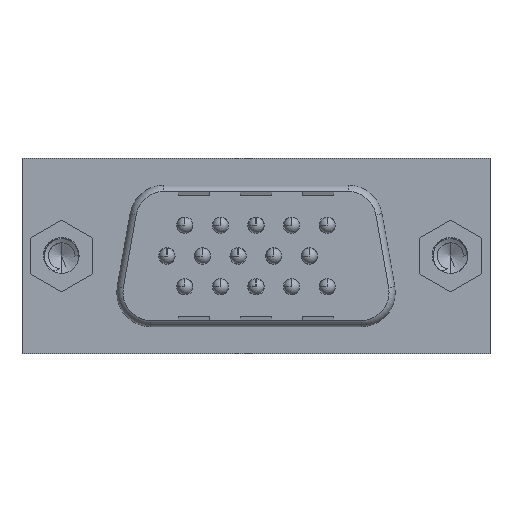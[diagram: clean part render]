
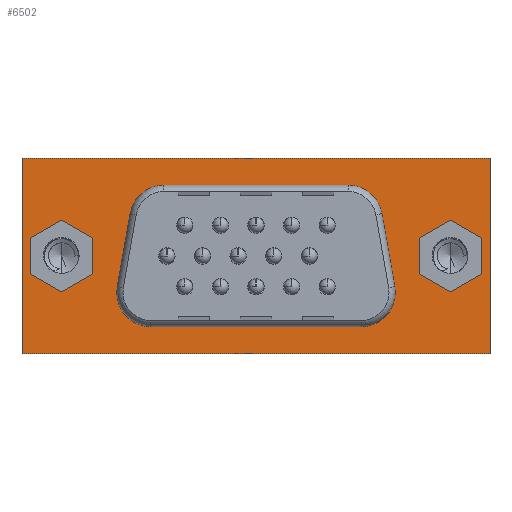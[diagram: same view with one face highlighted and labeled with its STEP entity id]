
A CAD part, front view. The second image highlights one B-rep face of the part: STEP entity #6502.
In plain terms, the highlighted planar face has unit normal (0, -1, 0).
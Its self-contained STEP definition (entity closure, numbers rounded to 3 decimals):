
#3802=CARTESIAN_POINT('',(2.34,0.8,-9.425));
#3803=VERTEX_POINT('',#3802);
#3810=CARTESIAN_POINT('',(15.86,0.8,-9.425));
#3811=VERTEX_POINT('',#3810);
#3812=CARTESIAN_POINT('',(2.34,0.8,-9.425));
#3813=DIRECTION('',(1.,0.,0.));
#3814=VECTOR('',#3813,13.52);
#3815=LINE('',#3812,#3814);
#3816=EDGE_CURVE('',#3803,#3811,#3815,.T.);
#4062=CARTESIAN_POINT('',(18.027,0.8,-6.843));
#4063=VERTEX_POINT('',#4062);
#4064=CARTESIAN_POINT('',(15.86,0.8,-7.225));
#4065=DIRECTION('',(0.,0.,-1.));
#4066=DIRECTION('',(0.,-1.,0.));
#4067=AXIS2_PLACEMENT_3D('',#4064,#4066,#4065);
#4068=CIRCLE('',#4067,2.2);
#4069=EDGE_CURVE('',#3811,#4063,#4068,.T.);
#4087=CARTESIAN_POINT('',(17.198,0.8,-2.143));
#4088=VERTEX_POINT('',#4087);
#4089=CARTESIAN_POINT('',(18.027,0.8,-6.843));
#4090=DIRECTION('',(-0.174,0.,0.985));
#4091=VECTOR('',#4090,4.773);
#4092=LINE('',#4089,#4091);
#4093=EDGE_CURVE('',#4063,#4088,#4092,.T.);
#4111=CARTESIAN_POINT('',(15.031,0.8,-0.325));
#4112=VERTEX_POINT('',#4111);
#4113=CARTESIAN_POINT('',(15.031,0.8,-2.525));
#4114=DIRECTION('',(0.985,0.,0.174));
#4115=DIRECTION('',(0.,-1.,0.));
#4116=AXIS2_PLACEMENT_3D('',#4113,#4115,#4114);
#4117=CIRCLE('',#4116,2.2);
#4118=EDGE_CURVE('',#4088,#4112,#4117,.T.);
#4136=CARTESIAN_POINT('',(3.169,0.8,-0.325));
#4137=VERTEX_POINT('',#4136);
#4138=CARTESIAN_POINT('',(15.031,0.8,-0.325));
#4139=DIRECTION('',(-1.,0.,0.));
#4140=VECTOR('',#4139,11.863);
#4141=LINE('',#4138,#4140);
#4142=EDGE_CURVE('',#4112,#4137,#4141,.T.);
#4388=CARTESIAN_POINT('',(1.002,0.8,-2.143));
#4389=VERTEX_POINT('',#4388);
#4390=CARTESIAN_POINT('',(3.169,0.8,-2.525));
#4391=DIRECTION('',(0.,0.,1.));
#4392=DIRECTION('',(0.,-1.,0.));
#4393=AXIS2_PLACEMENT_3D('',#4390,#4392,#4391);
#4394=CIRCLE('',#4393,2.2);
#4395=EDGE_CURVE('',#4137,#4389,#4394,.T.);
#4413=CARTESIAN_POINT('',(0.174,0.8,-6.843));
#4414=VERTEX_POINT('',#4413);
#4415=CARTESIAN_POINT('',(1.002,0.8,-2.143));
#4416=DIRECTION('',(-0.174,0.,-0.985));
#4417=VECTOR('',#4416,4.773);
#4418=LINE('',#4415,#4417);
#4419=EDGE_CURVE('',#4389,#4414,#4418,.T.);
#4437=CARTESIAN_POINT('',(2.34,0.8,-7.225));
#4438=DIRECTION('',(-0.985,0.,0.174));
#4439=DIRECTION('',(0.,-1.,0.));
#4440=AXIS2_PLACEMENT_3D('',#4437,#4439,#4438);
#4441=CIRCLE('',#4440,2.2);
#4442=EDGE_CURVE('',#4414,#3803,#4441,.T.);
#6353=CARTESIAN_POINT('',(9.1,0.8,-4.875));
#6354=DIRECTION('',(1.,0.,0.));
#6355=DIRECTION('',(0.,-1.,0.));
#6356=AXIS2_PLACEMENT_3D('',#6353,#6355,#6354);
#6357=PLANE('',#6356);
#6358=CARTESIAN_POINT('',(-5.95,0.8,-11.15));
#6359=VERTEX_POINT('',#6358);
#6360=CARTESIAN_POINT('',(24.15,0.8,-11.15));
#6361=VERTEX_POINT('',#6360);
#6362=CARTESIAN_POINT('',(-5.95,0.8,-11.15));
#6363=DIRECTION('',(1.,0.,0.));
#6364=VECTOR('',#6363,30.1);
#6365=LINE('',#6362,#6364);
#6366=EDGE_CURVE('',#6359,#6361,#6365,.T.);
#6367=ORIENTED_EDGE('',*,*,#6366,.T.);
#6368=CARTESIAN_POINT('',(24.15,0.8,1.4));
#6369=VERTEX_POINT('',#6368);
#6370=CARTESIAN_POINT('',(24.15,0.8,-11.15));
#6371=DIRECTION('',(0.,0.,1.));
#6372=VECTOR('',#6371,12.55);
#6373=LINE('',#6370,#6372);
#6374=EDGE_CURVE('',#6361,#6369,#6373,.T.);
#6375=ORIENTED_EDGE('',*,*,#6374,.T.);
#6376=CARTESIAN_POINT('',(-5.95,0.8,1.4));
#6377=VERTEX_POINT('',#6376);
#6378=CARTESIAN_POINT('',(24.15,0.8,1.4));
#6379=DIRECTION('',(-1.,0.,0.));
#6380=VECTOR('',#6379,30.1);
#6381=LINE('',#6378,#6380);
#6382=EDGE_CURVE('',#6369,#6377,#6381,.T.);
#6383=ORIENTED_EDGE('',*,*,#6382,.T.);
#6384=CARTESIAN_POINT('',(-5.95,0.8,1.4));
#6385=DIRECTION('',(0.,0.,-1.));
#6386=VECTOR('',#6385,12.55);
#6387=LINE('',#6384,#6386);
#6388=EDGE_CURVE('',#6377,#6359,#6387,.T.);
#6389=ORIENTED_EDGE('',*,*,#6388,.T.);
#6390=EDGE_LOOP('',(#6367,#6375,#6383,#6389));
#6391=FACE_OUTER_BOUND('',#6390,.T.);
#6392=CARTESIAN_POINT('',(-3.4,0.8,-2.566));
#6393=VERTEX_POINT('',#6392);
#6394=CARTESIAN_POINT('',(-1.4,0.8,-3.72));
#6395=VERTEX_POINT('',#6394);
#6396=CARTESIAN_POINT('',(-3.4,0.8,-2.566));
#6397=DIRECTION('',(0.866,0.,-0.5));
#6398=VECTOR('',#6397,2.309);
#6399=LINE('',#6396,#6398);
#6400=EDGE_CURVE('',#6393,#6395,#6399,.T.);
#6401=ORIENTED_EDGE('',*,*,#6400,.T.);
#6402=CARTESIAN_POINT('',(-1.4,0.8,-6.03));
#6403=VERTEX_POINT('',#6402);
#6404=CARTESIAN_POINT('',(-1.4,0.8,-3.72));
#6405=DIRECTION('',(0.,0.,-1.));
#6406=VECTOR('',#6405,2.309);
#6407=LINE('',#6404,#6406);
#6408=EDGE_CURVE('',#6395,#6403,#6407,.T.);
#6409=ORIENTED_EDGE('',*,*,#6408,.T.);
#6410=CARTESIAN_POINT('',(-3.4,0.8,-7.184));
#6411=VERTEX_POINT('',#6410);
#6412=CARTESIAN_POINT('',(-1.4,0.8,-6.03));
#6413=DIRECTION('',(-0.866,0.,-0.5));
#6414=VECTOR('',#6413,2.309);
#6415=LINE('',#6412,#6414);
#6416=EDGE_CURVE('',#6403,#6411,#6415,.T.);
#6417=ORIENTED_EDGE('',*,*,#6416,.T.);
#6418=CARTESIAN_POINT('',(-5.4,0.8,-6.03));
#6419=VERTEX_POINT('',#6418);
#6420=CARTESIAN_POINT('',(-3.4,0.8,-7.184));
#6421=DIRECTION('',(-0.866,0.,0.5));
#6422=VECTOR('',#6421,2.309);
#6423=LINE('',#6420,#6422);
#6424=EDGE_CURVE('',#6411,#6419,#6423,.T.);
#6425=ORIENTED_EDGE('',*,*,#6424,.T.);
#6426=CARTESIAN_POINT('',(-5.4,0.8,-3.72));
#6427=VERTEX_POINT('',#6426);
#6428=CARTESIAN_POINT('',(-5.4,0.8,-6.03));
#6429=DIRECTION('',(0.,0.,1.));
#6430=VECTOR('',#6429,2.309);
#6431=LINE('',#6428,#6430);
#6432=EDGE_CURVE('',#6419,#6427,#6431,.T.);
#6433=ORIENTED_EDGE('',*,*,#6432,.T.);
#6434=CARTESIAN_POINT('',(-5.4,0.8,-3.72));
#6435=DIRECTION('',(0.866,0.,0.5));
#6436=VECTOR('',#6435,2.309);
#6437=LINE('',#6434,#6436);
#6438=EDGE_CURVE('',#6427,#6393,#6437,.T.);
#6439=ORIENTED_EDGE('',*,*,#6438,.T.);
#6440=EDGE_LOOP('',(#6401,#6409,#6417,#6425,#6433,#6439));
#6441=FACE_BOUND('',#6440,.T.);
#6442=ORIENTED_EDGE('',*,*,#4118,.F.);
#6443=ORIENTED_EDGE('',*,*,#4093,.F.);
#6444=ORIENTED_EDGE('',*,*,#4069,.F.);
#6445=ORIENTED_EDGE('',*,*,#3816,.F.);
#6446=ORIENTED_EDGE('',*,*,#4442,.F.);
#6447=ORIENTED_EDGE('',*,*,#4419,.F.);
#6448=ORIENTED_EDGE('',*,*,#4395,.F.);
#6449=ORIENTED_EDGE('',*,*,#4142,.F.);
#6450=EDGE_LOOP('',(#6442,#6443,#6444,#6445,#6446,#6447,#6448,#6449));
#6451=FACE_BOUND('',#6450,.T.);
#6452=CARTESIAN_POINT('',(23.6,0.8,-6.03));
#6453=VERTEX_POINT('',#6452);
#6454=CARTESIAN_POINT('',(21.6,0.8,-7.184));
#6455=VERTEX_POINT('',#6454);
#6456=CARTESIAN_POINT('',(23.6,0.8,-6.03));
#6457=DIRECTION('',(-0.866,0.,-0.5));
#6458=VECTOR('',#6457,2.309);
#6459=LINE('',#6456,#6458);
#6460=EDGE_CURVE('',#6453,#6455,#6459,.T.);
#6461=ORIENTED_EDGE('',*,*,#6460,.T.);
#6462=CARTESIAN_POINT('',(19.6,0.8,-6.03));
#6463=VERTEX_POINT('',#6462);
#6464=CARTESIAN_POINT('',(21.6,0.8,-7.184));
#6465=DIRECTION('',(-0.866,0.,0.5));
#6466=VECTOR('',#6465,2.309);
#6467=LINE('',#6464,#6466);
#6468=EDGE_CURVE('',#6455,#6463,#6467,.T.);
#6469=ORIENTED_EDGE('',*,*,#6468,.T.);
#6470=CARTESIAN_POINT('',(19.6,0.8,-3.72));
#6471=VERTEX_POINT('',#6470);
#6472=CARTESIAN_POINT('',(19.6,0.8,-6.03));
#6473=DIRECTION('',(0.,0.,1.));
#6474=VECTOR('',#6473,2.309);
#6475=LINE('',#6472,#6474);
#6476=EDGE_CURVE('',#6463,#6471,#6475,.T.);
#6477=ORIENTED_EDGE('',*,*,#6476,.T.);
#6478=CARTESIAN_POINT('',(21.6,0.8,-2.566));
#6479=VERTEX_POINT('',#6478);
#6480=CARTESIAN_POINT('',(19.6,0.8,-3.72));
#6481=DIRECTION('',(0.866,0.,0.5));
#6482=VECTOR('',#6481,2.309);
#6483=LINE('',#6480,#6482);
#6484=EDGE_CURVE('',#6471,#6479,#6483,.T.);
#6485=ORIENTED_EDGE('',*,*,#6484,.T.);
#6486=CARTESIAN_POINT('',(23.6,0.8,-3.72));
#6487=VERTEX_POINT('',#6486);
#6488=CARTESIAN_POINT('',(21.6,0.8,-2.566));
#6489=DIRECTION('',(0.866,0.,-0.5));
#6490=VECTOR('',#6489,2.309);
#6491=LINE('',#6488,#6490);
#6492=EDGE_CURVE('',#6479,#6487,#6491,.T.);
#6493=ORIENTED_EDGE('',*,*,#6492,.T.);
#6494=CARTESIAN_POINT('',(23.6,0.8,-3.72));
#6495=DIRECTION('',(0.,0.,-1.));
#6496=VECTOR('',#6495,2.309);
#6497=LINE('',#6494,#6496);
#6498=EDGE_CURVE('',#6487,#6453,#6497,.T.);
#6499=ORIENTED_EDGE('',*,*,#6498,.T.);
#6500=EDGE_LOOP('',(#6461,#6469,#6477,#6485,#6493,#6499));
#6501=FACE_BOUND('',#6500,.T.);
#6502=ADVANCED_FACE('',(#6391,#6441,#6451,#6501),#6357,.T.);
